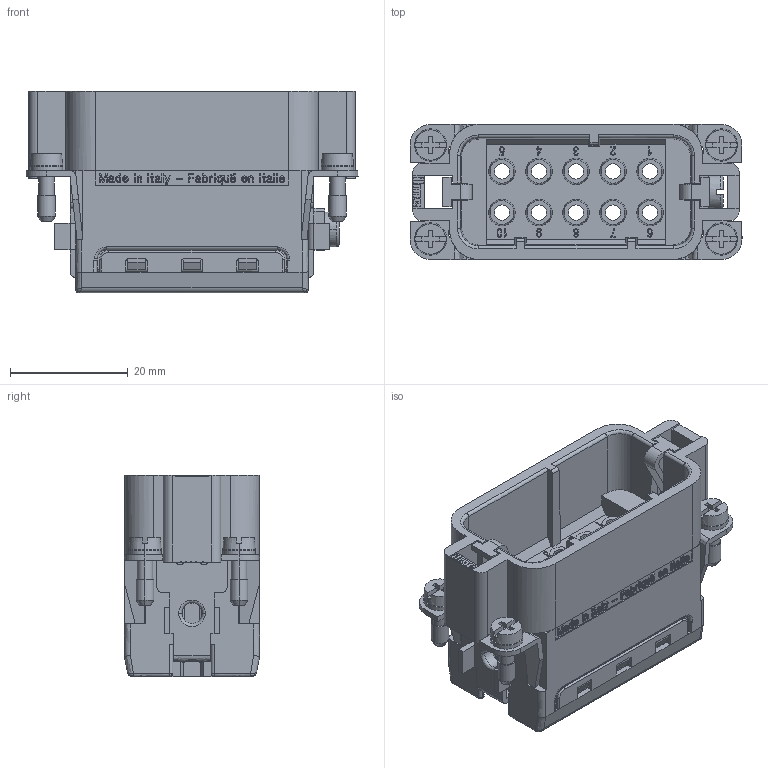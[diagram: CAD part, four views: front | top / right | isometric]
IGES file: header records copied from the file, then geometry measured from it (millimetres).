
Start section: Elysium IGES Interface
Global section: file name: 76H0lndrr03le7kdpb1280; native system: Creo Elements/Direct Modeling 18.1F  24-Jul-2014; preprocessor: Creo Element/Direct IGES_3D V2.2; author: Unknown; organization: Unknown; date: 20141028.151833; units: millimetre
Bounding box: 56.5 x 23 x 34.3 mm (x, y, z)
Volume: 17735 mm3; surface area: 18638.7 mm2
Topology: 1 solids, 21 shells, 3560 faces, 9977 edges, 6527 vertices
Faces by surface type: bspline 3560
